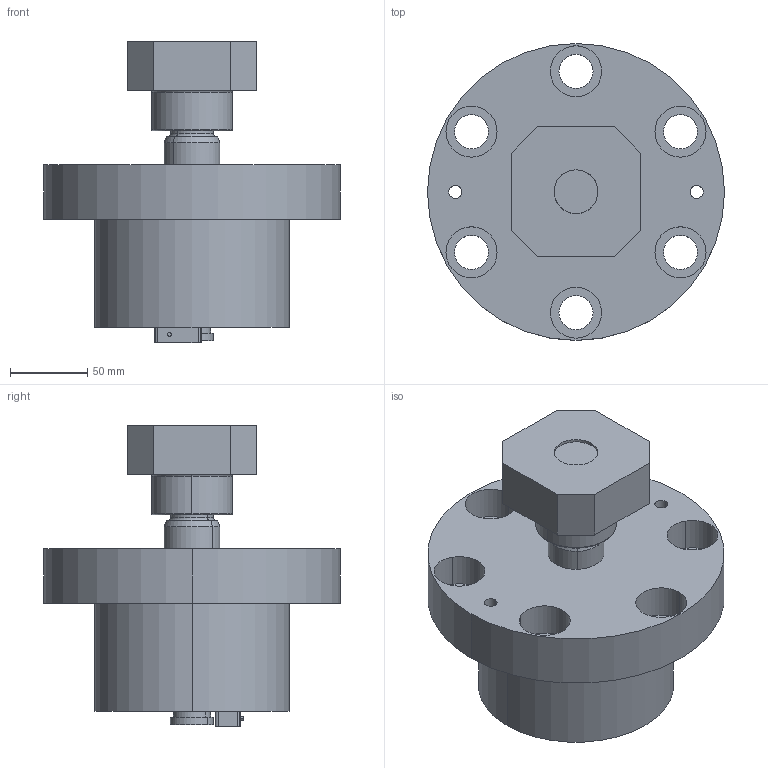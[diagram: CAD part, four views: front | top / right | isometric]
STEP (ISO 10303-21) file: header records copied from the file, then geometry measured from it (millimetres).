
FILE_DESCRIPTION(('STEP AP214'),'1');
FILE_NAME('38460605_HSZ_160_48.stp','2018-12-12T11:44:34',(' '),(' '),'Spatial InterOp 3D',' ',' ');
FILE_SCHEMA(('automotive_design'));
Length unit declared in the file: millimetre
Products named in the file (4): 1; 2; 3; 4
Bounding box: 192 x 192 x 195 mm (x, y, z)
Volume: 1984610.1 mm3; surface area: 215295.6 mm2
Topology: 4 solids, 4 shells, 148 faces, 334 edges, 213 vertices
Faces by surface type: cylinder 86, plane 42, cone 14, torus 6
Entity records: 5493 total; most frequent: DIRECTION 824, CARTESIAN_POINT 693, ORIENTED_EDGE 656, AXIS2_PLACEMENT_3D 344, EDGE_CURVE 328, VERTEX_POINT 213, EDGE_LOOP 197, CIRCLE 192
